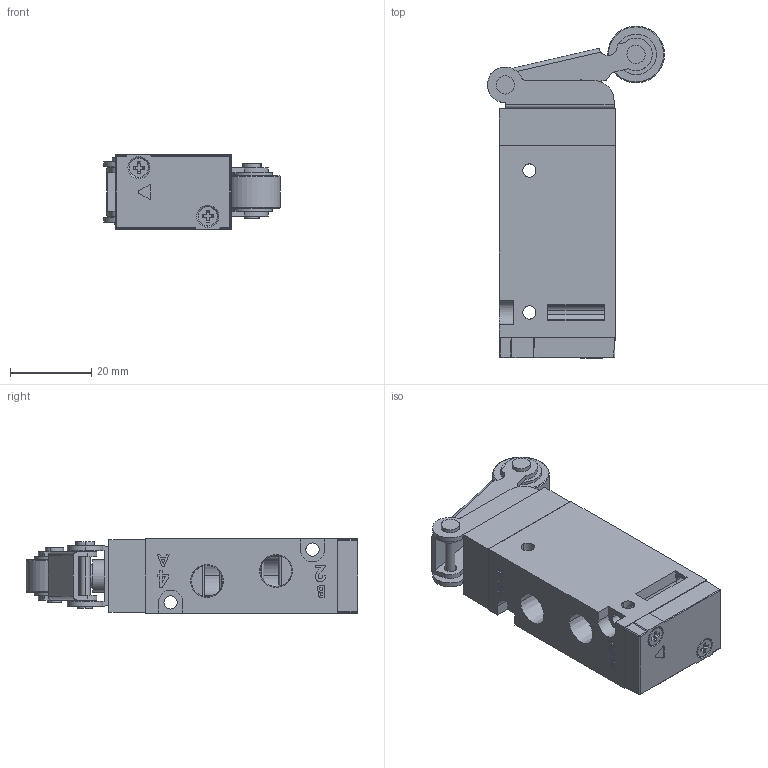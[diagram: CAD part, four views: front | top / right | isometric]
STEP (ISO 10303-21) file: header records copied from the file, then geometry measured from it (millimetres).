
FILE_DESCRIPTION (( 'STEP AP203' ), '1' );
FILE_NAME ('RLV210-1RP.STEP', '2016-01-12T11:37:28', ( 'yrd8' ), ( 'Hewlett-Packard Company' ), 'SwSTEP 2.0', 'SolidWorks 2008', '' );
FILE_SCHEMA (( 'CONFIG_CONTROL_DESIGN' ));
Length unit declared in the file: millimetre
Products named in the file (12): RLV210-1RP; PMVE210SEMI PILOT_晦獄 撲薑; SF2000BodyCover_ル遽; 160-PU; BodyCoverBolt(M2.6xL7.5)_ル遽; sf2000 body; LEVER SET(14ROLLER)_14-ROLLER; LEVER SET-2_晦獄 撲薑; LEVER SET-1_晦獄 撲薑; 葬漯(11.9L)_晦獄 撲薑; 葬漯(14.8L)_晦獄 撲薑; 14-ROLLER_晦獄 撲薑
Assembly tree (14 placements, depth 3):
  RLV210-1RP
    160-PU
    BodyCoverBolt(M2.6xL7.5)_ル遽  x4
    SF2000BodyCover_ル遽
    LEVER SET(14ROLLER)_14-ROLLER
      14-ROLLER_晦獄 撲薑
      LEVER SET-1_晦獄 撲薑
      葬漯(14.8L)_晦獄 撲薑
      葬漯(11.9L)_晦獄 撲薑
      LEVER SET-2_晦獄 撲薑
    PMVE210SEMI PILOT_晦獄 撲薑
    sf2000 body
Bounding box: 43.63 x 81.84 x 18.4 mm (x, y, z)
Volume: 27336.1 mm3; surface area: 19360.5 mm2
Topology: 13 solids, 13 shells, 1005 faces, 2596 edges, 1645 vertices
Faces by surface type: plane 398, cylinder 274, cone 195, bspline 112, torus 22, sphere 4
Entity records: 38642 total; most frequent: CARTESIAN_POINT 17002, ORIENTED_EDGE 4412, DIRECTION 3977, EDGE_CURVE 2206, VERTEX_POINT 1435, AXIS2_PLACEMENT_3D 1422, LINE 1133, VECTOR 1133
